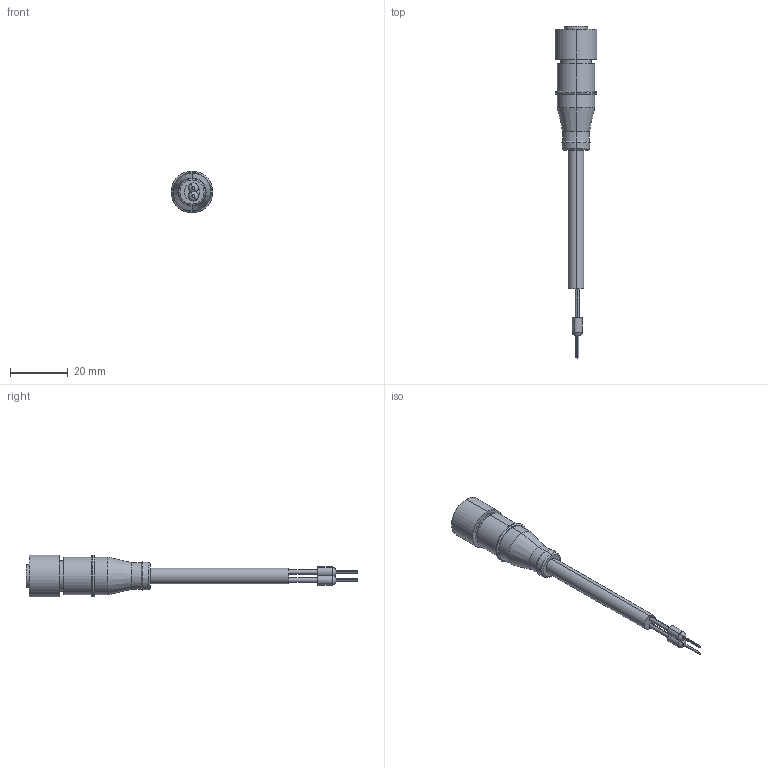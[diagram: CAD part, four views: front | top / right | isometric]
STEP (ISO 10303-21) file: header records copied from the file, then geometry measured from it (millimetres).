
FILE_DESCRIPTION (( 'STEP AP214' ), '1' );
FILE_NAME ('EXT-M12F-3M-24V.STEP', '2020-12-23T12:36:05', ( '' ), ( '' ), 'SwSTEP 2.0', 'SolidWorks 2019', '' );
FILE_SCHEMA (( 'AUTOMOTIVE_DESIGN' ));
Length unit declared in the file: millimetre
Products named in the file (3): EXT-M12F-3M-24V; EXT-F-M12F-3M CABLE 2; FERU
Assembly tree (3 placements, depth 2):
  EXT-M12F-3M-24V
    EXT-F-M12F-3M CABLE 2
    FERU  x2
Bounding box: 14.5 x 115.07 x 14.5 mm (x, y, z)
Volume: 5227.1 mm3; surface area: 4534.8 mm2
Topology: 3 solids, 4 shells, 90 faces, 178 edges, 110 vertices
Faces by surface type: cylinder 42, plane 32, torus 12, cone 4
Entity records: 2547 total; most frequent: DIRECTION 417, CARTESIAN_POINT 330, ORIENTED_EDGE 304, AXIS2_PLACEMENT_3D 182, EDGE_CURVE 152, CIRCLE 99, VERTEX_POINT 95, EDGE_LOOP 91
